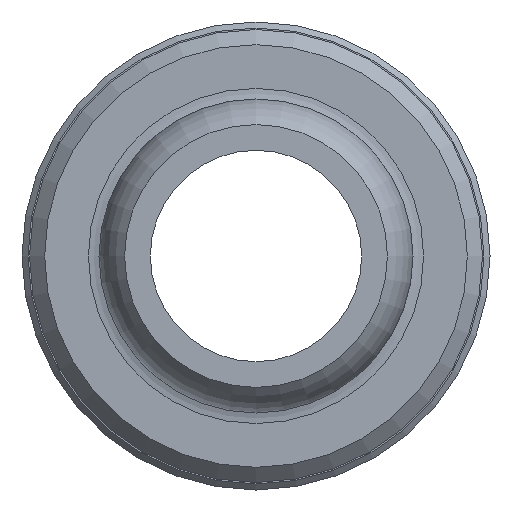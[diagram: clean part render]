
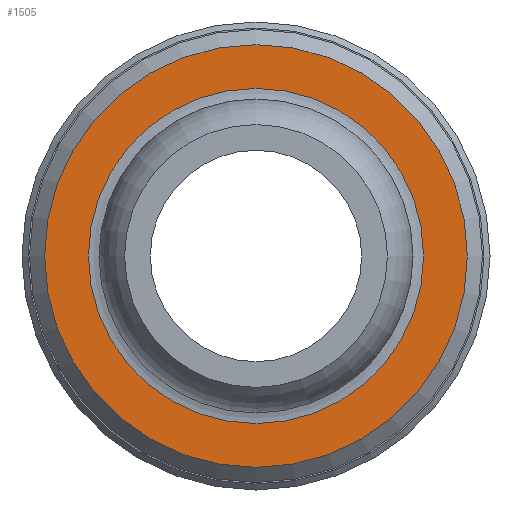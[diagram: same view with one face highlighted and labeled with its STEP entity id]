
A CAD part, left-side view. The second image highlights one B-rep face of the part: STEP entity #1505.
In plain terms, the highlighted planar face has unit normal (-1, 0, 0).
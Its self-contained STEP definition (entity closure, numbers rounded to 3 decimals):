
#1463=CARTESIAN_POINT('',(25.0,7.,0.));
#1464=VERTEX_POINT('',#1463);
#1465=CARTESIAN_POINT('',(25.0,0.0,0.0));
#1466=DIRECTION('',(1.0,0.0,0.0));
#1467=DIRECTION('',(0.0,-1.0,0.0));
#1468=AXIS2_PLACEMENT_3D('',#1465,#1466,#1467);
#1469=CIRCLE('',#1468,7.);
#1470=EDGE_CURVE('',#1464,#1464,#1469,.T.);
#1486=CARTESIAN_POINT('',(25.0,6.025,0.0));
#1487=DIRECTION('',(-1.0,0.0,0.0));
#1488=DIRECTION('',(0.0,0.0,1.0));
#1489=AXIS2_PLACEMENT_3D('',#1486,#1487,#1488);
#1490=PLANE('',#1489);
#1491=ORIENTED_EDGE('',*,*,#1470,.F.);
#1492=EDGE_LOOP('',(#1491));
#1493=FACE_OUTER_BOUND('',#1492,.T.);
#1494=CARTESIAN_POINT('',(25.0,5.55,0.));
#1495=VERTEX_POINT('',#1494);
#1496=CARTESIAN_POINT('',(25.0,0.0,0.0));
#1497=DIRECTION('',(-1.0,0.0,0.0));
#1498=DIRECTION('',(0.0,-1.0,0.0));
#1499=AXIS2_PLACEMENT_3D('',#1496,#1497,#1498);
#1500=CIRCLE('',#1499,5.55);
#1501=EDGE_CURVE('',#1495,#1495,#1500,.T.);
#1502=ORIENTED_EDGE('',*,*,#1501,.F.);
#1503=EDGE_LOOP('',(#1502));
#1504=FACE_BOUND('',#1503,.T.);
#1505=ADVANCED_FACE('',(#1493,#1504),#1490,.T.);
